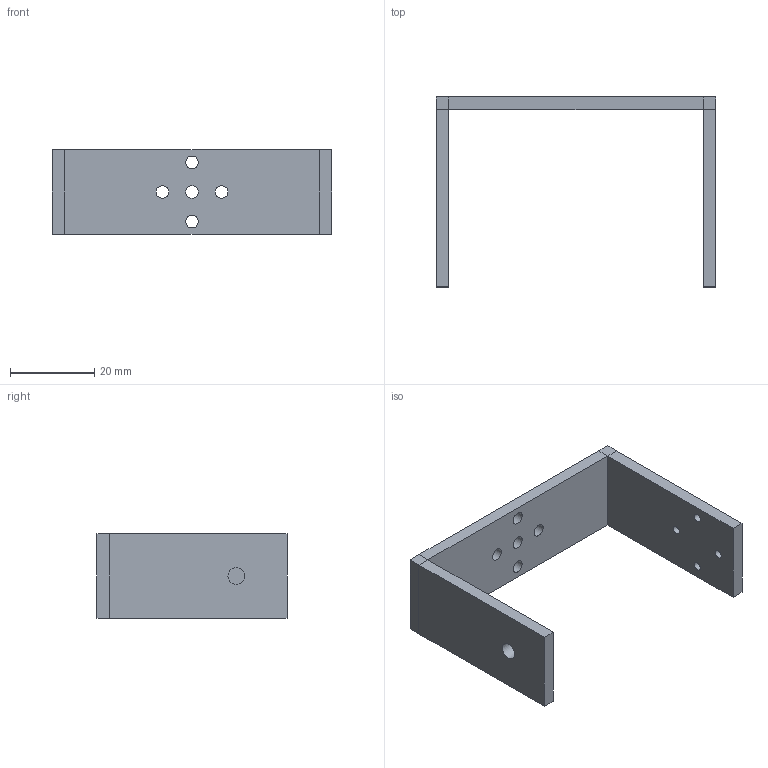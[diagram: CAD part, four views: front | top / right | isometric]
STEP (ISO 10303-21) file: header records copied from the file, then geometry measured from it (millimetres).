
FILE_DESCRIPTION(('FreeCAD Model'),'2;1');
FILE_NAME('Open CASCADE Shape Model','2022-08-07T14:56:34',('Author'),( ''),'Open CASCADE STEP processor 7.5','FreeCAD','Unknown');
FILE_SCHEMA(('AUTOMOTIVE_DESIGN { 1 0 10303 214 1 1 1 1 }'));
Length unit declared in the file: millimetre
Products named in the file (2): servo frame 20kg; servo frame mg996r020
Assembly tree (1 placements, depth 2):
  servo frame 20kg
    servo frame mg996r020
Bounding box: 66.2 x 45 x 20 mm (x, y, z)
Volume: 8830.6 mm3; surface area: 7162.7 mm2
Topology: 1 solids, 1 shells, 32 faces, 74 edges, 44 vertices
Faces by surface type: plane 22, cylinder 10
Full cylindrical faces by diameter (mm): 2 x4, 3 x5, 4 x1
Entity records: 1962 total; most frequent: CARTESIAN_POINT 360, DIRECTION 300, LINE 182, VECTOR 182, ORIENTED_EDGE 148, PCURVE 148, DEFINITIONAL_REPRESENTATION 148, EDGE_CURVE 74
